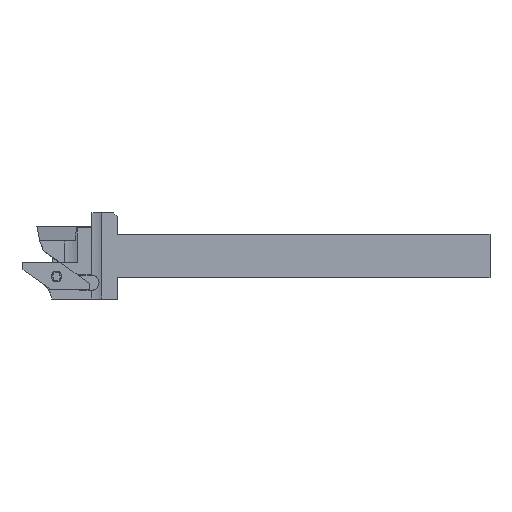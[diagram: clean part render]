
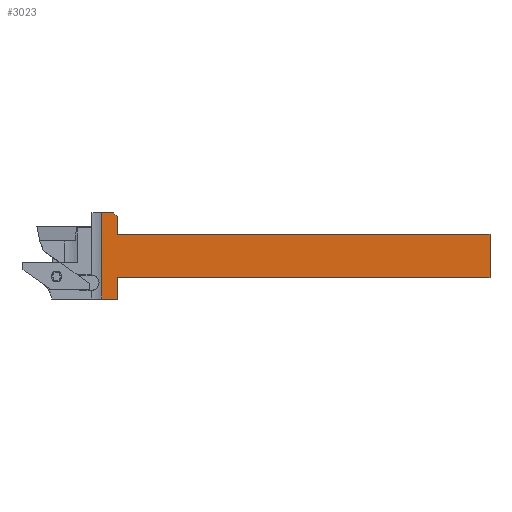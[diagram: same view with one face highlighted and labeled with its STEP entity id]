
A CAD part, top view. The second image highlights one B-rep face of the part: STEP entity #3023.
In plain terms, the highlighted planar face has unit normal (0, 0, 1).
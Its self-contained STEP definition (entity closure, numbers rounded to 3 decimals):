
#55 = EDGE_CURVE ( 'NONE', #796, #1498, #3157, .T. ) ;
#102 = CARTESIAN_POINT ( 'NONE',  ( -36.775, -36.775, 4.763 ) ) ;
#103 = VECTOR ( 'NONE', #3134, 1000. ) ;
#135 = CARTESIAN_POINT ( 'NONE',  ( -82.3, -4.765, 4.763 ) ) ;
#166 = ORIENTED_EDGE ( 'NONE', *, *, #55, .T. ) ;
#239 = DIRECTION ( 'NONE',  ( -1., 0., 0. ) ) ;
#294 = CARTESIAN_POINT ( 'NONE',  ( -82.3, 8.75, 4.763 ) ) ;
#308 = VERTEX_POINT ( 'NONE', #1634 ) ;
#404 = VERTEX_POINT ( 'NONE', #1286 ) ;
#512 = EDGE_CURVE ( 'NONE', #796, #308, #882, .T. ) ;
#551 = ORIENTED_EDGE ( 'NONE', *, *, #1476, .T. ) ;
#565 = VERTEX_POINT ( 'NONE', #1778 ) ;
#708 = CARTESIAN_POINT ( 'NONE',  ( -100., 9.5, 4.763 ) ) ;
#726 = CARTESIAN_POINT ( 'NONE',  ( -85.662, -9.5, 4.762 ) ) ;
#737 = VERTEX_POINT ( 'NONE', #857 ) ;
#791 = EDGE_CURVE ( 'NONE', #3054, #1588, #2532, .T. ) ;
#796 = VERTEX_POINT ( 'NONE', #726 ) ;
#807 = VECTOR ( 'NONE', #239, 1000. ) ;
#836 = CARTESIAN_POINT ( 'NONE',  ( -82.3, -4.765, 4.763 ) ) ;
#857 = CARTESIAN_POINT ( 'NONE',  ( 0., 4.765, 4.763 ) ) ;
#882 = LINE ( 'NONE', #1230, #3201 ) ;
#1155 = EDGE_CURVE ( 'NONE', #404, #3054, #3149, .T. ) ;
#1215 = CARTESIAN_POINT ( 'NONE',  ( 0., 0., 4.763 ) ) ;
#1230 = CARTESIAN_POINT ( 'NONE',  ( -85.662, -177.537, 4.762 ) ) ;
#1286 = CARTESIAN_POINT ( 'NONE',  ( -82.3, 4.765, 4.763 ) ) ;
#1394 = VECTOR ( 'NONE', #2252, 1000. ) ;
#1415 = ORIENTED_EDGE ( 'NONE', *, *, #3080, .T. ) ;
#1423 = DIRECTION ( 'NONE',  ( 0., 1., 0. ) ) ;
#1450 = AXIS2_PLACEMENT_3D ( 'NONE', #1215, #1489, #3608 ) ;
#1476 = EDGE_CURVE ( 'NONE', #2916, #565, #2188, .T. ) ;
#1479 = EDGE_LOOP ( 'NONE', ( #1597, #3033, #3202, #3217, #166, #1415, #551, #2011, #2277 ) ) ;
#1489 = DIRECTION ( 'NONE',  ( 0., 0., 1. ) ) ;
#1498 = VERTEX_POINT ( 'NONE', #2853 ) ;
#1533 = CARTESIAN_POINT ( 'NONE',  ( -82.3, -4.765, 4.763 ) ) ;
#1536 = VECTOR ( 'NONE', #3544, 1000. ) ;
#1543 = LINE ( 'NONE', #3248, #3855 ) ;
#1588 = VERTEX_POINT ( 'NONE', #3092 ) ;
#1597 = ORIENTED_EDGE ( 'NONE', *, *, #1155, .T. ) ;
#1634 = CARTESIAN_POINT ( 'NONE',  ( -85.662, 9.5, 4.762 ) ) ;
#1651 = LINE ( 'NONE', #1533, #3266 ) ;
#1778 = CARTESIAN_POINT ( 'NONE',  ( 0., -4.765, 4.763 ) ) ;
#2011 = ORIENTED_EDGE ( 'NONE', *, *, #3572, .T. ) ;
#2188 = LINE ( 'NONE', #135, #1394 ) ;
#2193 = EDGE_CURVE ( 'NONE', #1588, #308, #2512, .T. ) ;
#2252 = DIRECTION ( 'NONE',  ( 1., 0., 0. ) ) ;
#2277 = ORIENTED_EDGE ( 'NONE', *, *, #2976, .T. ) ;
#2334 = VECTOR ( 'NONE', #3903, 1000. ) ;
#2401 = LINE ( 'NONE', #3867, #807 ) ;
#2512 = LINE ( 'NONE', #708, #3233 ) ;
#2532 = LINE ( 'NONE', #102, #103 ) ;
#2853 = CARTESIAN_POINT ( 'NONE',  ( -82.3, -9.5, 4.763 ) ) ;
#2916 = VERTEX_POINT ( 'NONE', #836 ) ;
#2976 = EDGE_CURVE ( 'NONE', #737, #404, #2401, .T. ) ;
#2989 = PLANE ( 'NONE',  #1450 ) ;
#3003 = CARTESIAN_POINT ( 'NONE',  ( -82.3, 9.5, 4.763 ) ) ;
#3009 = DIRECTION ( 'NONE',  ( 0., 1., 0. ) ) ;
#3023 = ADVANCED_FACE ( 'NONE', ( #3720 ), #2989, .T. ) ;
#3033 = ORIENTED_EDGE ( 'NONE', *, *, #791, .T. ) ;
#3054 = VERTEX_POINT ( 'NONE', #294 ) ;
#3080 = EDGE_CURVE ( 'NONE', #1498, #2916, #1651, .T. ) ;
#3092 = CARTESIAN_POINT ( 'NONE',  ( -83.05, 9.5, 4.763 ) ) ;
#3134 = DIRECTION ( 'NONE',  ( -0.707, 0.707, 0. ) ) ;
#3149 = LINE ( 'NONE', #3003, #2334 ) ;
#3157 = LINE ( 'NONE', #3558, #1536 ) ;
#3201 = VECTOR ( 'NONE', #3009, 1000. ) ;
#3202 = ORIENTED_EDGE ( 'NONE', *, *, #2193, .T. ) ;
#3217 = ORIENTED_EDGE ( 'NONE', *, *, #512, .F. ) ;
#3233 = VECTOR ( 'NONE', #3772, 1000. ) ;
#3248 = CARTESIAN_POINT ( 'NONE',  ( 0., 4.765, 4.763 ) ) ;
#3266 = VECTOR ( 'NONE', #3647, 1000. ) ;
#3544 = DIRECTION ( 'NONE',  ( 1., 0., 0. ) ) ;
#3558 = CARTESIAN_POINT ( 'NONE',  ( -100., -9.5, 4.763 ) ) ;
#3572 = EDGE_CURVE ( 'NONE', #565, #737, #1543, .T. ) ;
#3608 = DIRECTION ( 'NONE',  ( 1., 0., 0. ) ) ;
#3647 = DIRECTION ( 'NONE',  ( 0., 1., 0. ) ) ;
#3720 = FACE_OUTER_BOUND ( 'NONE', #1479, .T. ) ;
#3772 = DIRECTION ( 'NONE',  ( -1., 0., 0. ) ) ;
#3855 = VECTOR ( 'NONE', #1423, 1000. ) ;
#3867 = CARTESIAN_POINT ( 'NONE',  ( -82.3, 4.765, 4.763 ) ) ;
#3903 = DIRECTION ( 'NONE',  ( 0., 1., 0. ) ) ;
